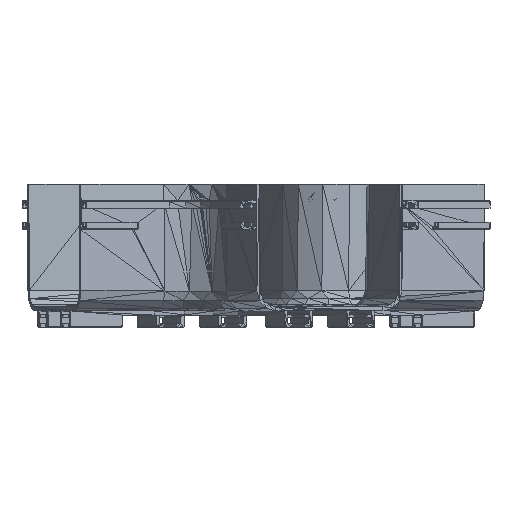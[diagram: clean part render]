
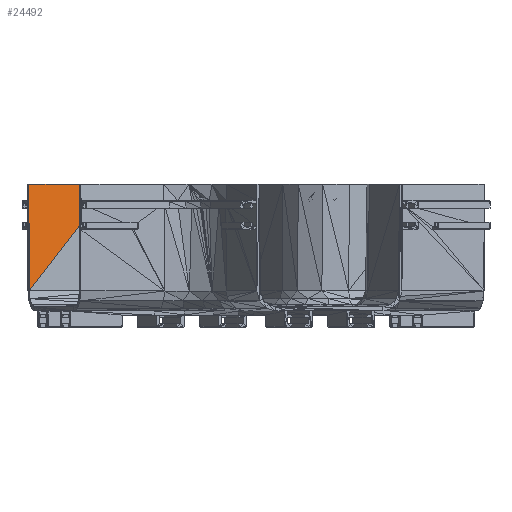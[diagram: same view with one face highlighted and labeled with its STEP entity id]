
A CAD part, left-side view. The second image highlights one B-rep face of the part: STEP entity #24492.
In plain terms, the highlighted planar face has unit normal (-0.94, -0.342, 0.011).
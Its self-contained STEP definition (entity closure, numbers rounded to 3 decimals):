
#7965 = PLANE('',#7966);
#7966 = AXIS2_PLACEMENT_3D('',#7967,#7968,#7969);
#7967 = CARTESIAN_POINT('',(-2071.89,-5678.002,
    16.95));
#7968 = DIRECTION('',(0.,0.,1.));
#7969 = DIRECTION('',(1.,0.,0.));
#8039 = VERTEX_POINT('',#8040);
#8040 = CARTESIAN_POINT('',(-2106.588,-5680.305,
    16.95));
#8161 = PLANE('',#8162);
#8162 = AXIS2_PLACEMENT_3D('',#8163,#8164,#8165);
#8163 = CARTESIAN_POINT('',(-2115.583,-5657.413,
    -38.917));
#8164 = DIRECTION('',(-0.94,-0.342,0.011
    ));
#8165 = DIRECTION('',(0.342,-0.94,0.)
  );
#21794 = VERTEX_POINT('',#21795);
#21795 = CARTESIAN_POINT('',(-2132.487,-5612.021,
    -71.202));
#21835 = PLANE('',#21836);
#21836 = AXIS2_PLACEMENT_3D('',#21837,#21838,#21839);
#21837 = CARTESIAN_POINT('',(-2131.844,-5611.787,
    -31.443));
#21838 = DIRECTION('',(-0.342,0.94,0.
    ));
#21839 = DIRECTION('',(0.94,0.342,0.));
#21851 = VERTEX_POINT('',#21852);
#21852 = CARTESIAN_POINT('',(-2131.564,-5611.685,
    16.95));
#23832 = EDGE_CURVE('',#21794,#21851,#23833,.T.);
#23833 = SURFACE_CURVE('',#23834,(#23838,#23845),.PCURVE_S1.);
#23834 = LINE('',#23835,#23836);
#23835 = CARTESIAN_POINT('',(-2132.487,-5612.021,
    -71.202));
#23836 = VECTOR('',#23837,1.);
#23837 = DIRECTION('',(0.01,0.004,
    1.));
#23838 = PCURVE('',#21835,#23839);
#23839 = DEFINITIONAL_REPRESENTATION('',(#23840),#23844);
#23840 = LINE('',#23841,#23842);
#23841 = CARTESIAN_POINT('',(-0.684,39.759));
#23842 = VECTOR('',#23843,1.);
#23843 = DIRECTION('',(0.011,-1.));
#23844 = ( GEOMETRIC_REPRESENTATION_CONTEXT(2) 
PARAMETRIC_REPRESENTATION_CONTEXT() REPRESENTATION_CONTEXT('2D SPACE',''
  ) );
#23845 = PCURVE('',#23846,#23851);
#23846 = PLANE('',#23847);
#23847 = AXIS2_PLACEMENT_3D('',#23848,#23849,#23850);
#23848 = CARTESIAN_POINT('',(-2123.409,-5635.146,
    -15.45));
#23849 = DIRECTION('',(-0.94,-0.342,0.011
    ));
#23850 = DIRECTION('',(0.342,-0.94,0.));
#23851 = DEFINITIONAL_REPRESENTATION('',(#23852),#23856);
#23852 = LINE('',#23853,#23854);
#23853 = CARTESIAN_POINT('',(-24.835,-55.755));
#23854 = VECTOR('',#23855,1.);
#23855 = DIRECTION('',(0.,1.));
#23856 = ( GEOMETRIC_REPRESENTATION_CONTEXT(2) 
PARAMETRIC_REPRESENTATION_CONTEXT() REPRESENTATION_CONTEXT('2D SPACE',''
  ) );
#24492 = ADVANCED_FACE('',(#24493),#23846,.T.);
#24493 = FACE_BOUND('',#24494,.T.);
#24494 = EDGE_LOOP('',(#24495,#24516,#24537));
#24495 = ORIENTED_EDGE('',*,*,#24496,.T.);
#24496 = EDGE_CURVE('',#21794,#8039,#24497,.T.);
#24497 = SURFACE_CURVE('',#24498,(#24502,#24509),.PCURVE_S1.);
#24498 = LINE('',#24499,#24500);
#24499 = CARTESIAN_POINT('',(-2132.487,-5612.021,
    -71.202));
#24500 = VECTOR('',#24501,1.);
#24501 = DIRECTION('',(0.226,-0.597,0.77));
#24502 = PCURVE('',#23846,#24503);
#24503 = DEFINITIONAL_REPRESENTATION('',(#24504),#24508);
#24504 = LINE('',#24505,#24506);
#24505 = CARTESIAN_POINT('',(-24.835,-55.755));
#24506 = VECTOR('',#24507,1.);
#24507 = DIRECTION('',(0.638,0.77));
#24508 = ( GEOMETRIC_REPRESENTATION_CONTEXT(2) 
PARAMETRIC_REPRESENTATION_CONTEXT() REPRESENTATION_CONTEXT('2D SPACE',''
  ) );
#24509 = PCURVE('',#8161,#24510);
#24510 = DEFINITIONAL_REPRESENTATION('',(#24511),#24515);
#24511 = LINE('',#24512,#24513);
#24512 = CARTESIAN_POINT('',(-48.436,-32.287));
#24513 = VECTOR('',#24514,1.);
#24514 = DIRECTION('',(0.638,0.77));
#24515 = ( GEOMETRIC_REPRESENTATION_CONTEXT(2) 
PARAMETRIC_REPRESENTATION_CONTEXT() REPRESENTATION_CONTEXT('2D SPACE',''
  ) );
#24516 = ORIENTED_EDGE('',*,*,#24517,.T.);
#24517 = EDGE_CURVE('',#8039,#21851,#24518,.T.);
#24518 = SURFACE_CURVE('',#24519,(#24523,#24530),.PCURVE_S1.);
#24519 = LINE('',#24520,#24521);
#24520 = CARTESIAN_POINT('',(-2106.588,-5680.305,
    16.95));
#24521 = VECTOR('',#24522,1.);
#24522 = DIRECTION('',(-0.342,0.94,0.));
#24523 = PCURVE('',#23846,#24524);
#24524 = DEFINITIONAL_REPRESENTATION('',(#24525),#24529);
#24525 = LINE('',#24526,#24527);
#24526 = CARTESIAN_POINT('',(48.189,32.402));
#24527 = VECTOR('',#24528,1.);
#24528 = DIRECTION('',(-1.,0.));
#24529 = ( GEOMETRIC_REPRESENTATION_CONTEXT(2) 
PARAMETRIC_REPRESENTATION_CONTEXT() REPRESENTATION_CONTEXT('2D SPACE',''
  ) );
#24530 = PCURVE('',#7965,#24531);
#24531 = DEFINITIONAL_REPRESENTATION('',(#24532),#24536);
#24532 = LINE('',#24533,#24534);
#24533 = CARTESIAN_POINT('',(-34.699,-2.303));
#24534 = VECTOR('',#24535,1.);
#24535 = DIRECTION('',(-0.342,0.94));
#24536 = ( GEOMETRIC_REPRESENTATION_CONTEXT(2) 
PARAMETRIC_REPRESENTATION_CONTEXT() REPRESENTATION_CONTEXT('2D SPACE',''
  ) );
#24537 = ORIENTED_EDGE('',*,*,#23832,.F.);
